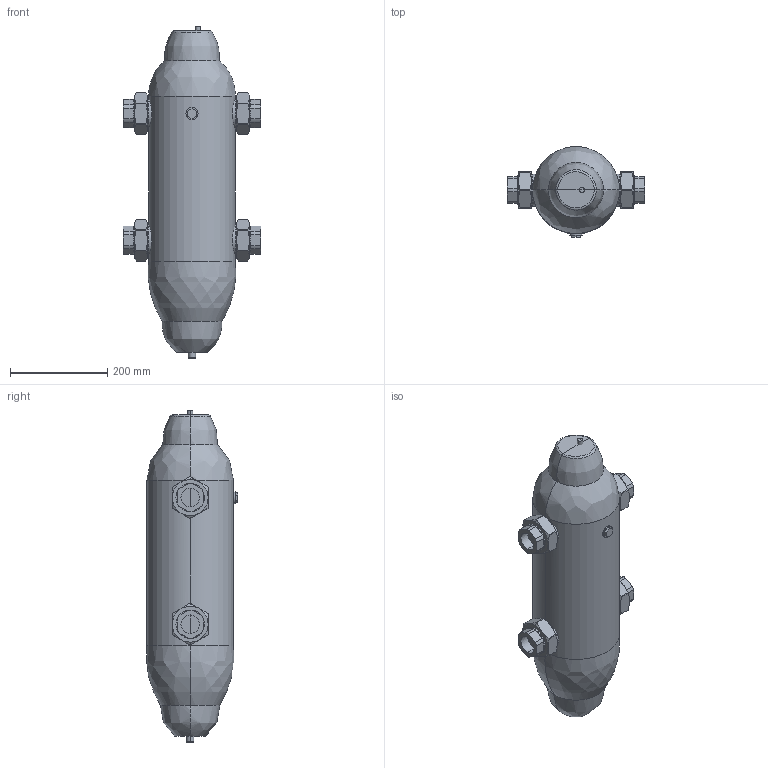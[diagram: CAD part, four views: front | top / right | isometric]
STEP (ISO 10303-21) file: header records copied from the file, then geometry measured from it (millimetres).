
FILE_DESCRIPTION(/* description */ (''),/* implementation_level */ '2;1');
FILE_NAME(/* name */ '549508 (STP).stp',/* time_stamp */ '2017-02-17T13:44:13+01:00',/* author */ ('UFFTEC'),/* organization */ (''),/* preprocessor_version */ 'ST-DEVELOPER v15.2',/* originating_system */ 'Autodesk Inventor 2014',/* authorisation */ '');
FILE_SCHEMA (('AUTOMOTIVE_DESIGN { 1 0 10303 214 3 1 1 }'));
Length unit declared in the file: millimetre
Products named in the file (6): Parte16; Parte18; Parte20; Parte22; Parte24; Assieme2
Bounding box: 282 x 187 x 682 mm (x, y, z)
Volume: 19998909.5 mm3; surface area: 745637.5 mm2
Topology: 11 solids, 11 shells, 443 faces, 1028 edges, 619 vertices
Faces by surface type: plane 211, cylinder 172, cone 30, torus 20, bspline 10
Entity records: 14346 total; most frequent: CARTESIAN_POINT 4639, ORIENTED_EDGE 2056, DIRECTION 1920, EDGE_CURVE 1028, AXIS2_PLACEMENT_3D 720, VERTEX_POINT 619, LINE 480, VECTOR 480
